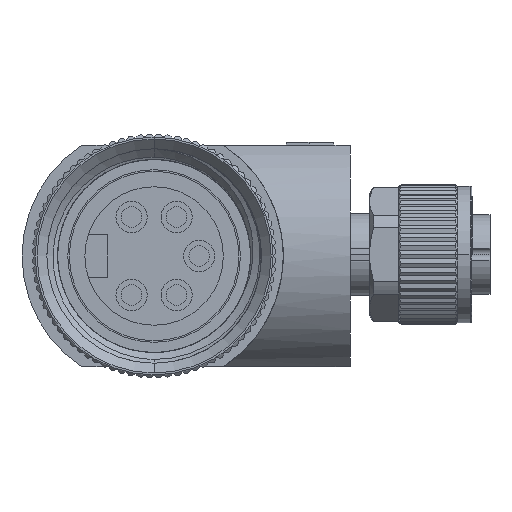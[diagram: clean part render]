
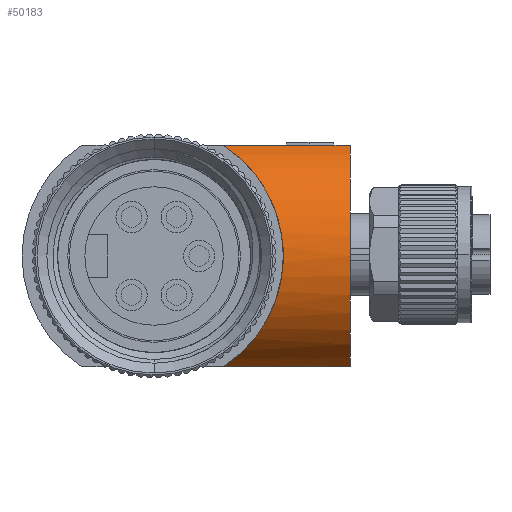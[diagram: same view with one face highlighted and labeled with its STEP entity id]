
A CAD part, left-side view. The second image highlights one B-rep face of the part: STEP entity #50183.
In plain terms, the highlighted cylindrical face has radius 12.5 mm (diameter 25 mm), a partial arc.
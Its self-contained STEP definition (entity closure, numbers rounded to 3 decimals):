
#953 = DIRECTION ( 'NONE',  ( 0., 1., 0. ) ) ;
#1103 = CARTESIAN_POINT ( 'NONE',  ( -5.428, -18.328, -11.5 ) ) ;
#1249 = EDGE_CURVE ( 'NONE', #6911, #20332, #4834, .T. ) ;
#4041 = EDGE_CURVE ( 'NONE', #48524, #32804, #45029, .T. ) ;
#4467 = ORIENTED_EDGE ( 'NONE', *, *, #4041, .T. ) ;
#4834 = B_SPLINE_CURVE_WITH_KNOTS ( 'NONE', 3,
 ( #11199, #11253, #11183, #11137, #11022, #11011, #10903, #10892, #10843, #10774, #10711, #10701, #10642, #10593, #10532, #10468, #10341, #10292, #10237, #10173, #10159, #10095, #9982, #9972, #9925, #9916, #9861, #9801, #9749, #9739, #9686, #9628, #9578, #9567, #9510, #9450, #9387, #9335, #9229, #9165, #9106, #9055, #8991 ),
 .UNSPECIFIED., .F., .F.,
 ( 4, 2, 2, 2, 2, 2, 2, 2, 2, 2, 2, 1, 2, 2, 2, 2, 2, 2, 2, 2, 2, 4 ),
 ( 0., 0.002, 0.004, 0.006, 0.007, 0.008, 0.01, 0.011, 0.012, 0.014, 0.015, 0.016, 0.017, 0.018, 0.019, 0.02, 0.021, 0.023, 0.025, 0.027, 0.029, 0.031 ),
 .UNSPECIFIED. ) ;
#6911 = VERTEX_POINT ( 'NONE', #44727 ) ;
#8991 = CARTESIAN_POINT ( 'NONE',  ( -5.428, -5.328, -11.5 ) ) ;
#9055 = CARTESIAN_POINT ( 'NONE',  ( -5.933, -5.685, -11.267 ) ) ;
#9106 = CARTESIAN_POINT ( 'NONE',  ( -6.414, -6.051, -11.005 ) ) ;
#9165 = CARTESIAN_POINT ( 'NONE',  ( -7.342, -6.782, -10.417 ) ) ;
#9229 = CARTESIAN_POINT ( 'NONE',  ( -7.787, -7.147, -10.093 ) ) ;
#9335 = CARTESIAN_POINT ( 'NONE',  ( -8.632, -7.855, -9.386 ) ) ;
#9387 = CARTESIAN_POINT ( 'NONE',  ( -9.033, -8.199, -9.004 ) ) ;
#9403 = VECTOR ( 'NONE', #953, 1000. ) ;
#9450 = CARTESIAN_POINT ( 'NONE',  ( -9.793, -8.861, -8.173 ) ) ;
#9510 = CARTESIAN_POINT ( 'NONE',  ( -10.153, -9.179, -7.723 ) ) ;
#9567 = CARTESIAN_POINT ( 'NONE',  ( -10.823, -9.776, -6.75 ) ) ;
#9578 = CARTESIAN_POINT ( 'NONE',  ( -11.126, -10.049, -6.236 ) ) ;
#9628 = CARTESIAN_POINT ( 'NONE',  ( -11.532, -10.417, -5.416 ) ) ;
#9686 = CARTESIAN_POINT ( 'NONE',  ( -11.658, -10.532, -5.135 ) ) ;
#9739 = CARTESIAN_POINT ( 'NONE',  ( -11.893, -10.746, -4.555 ) ) ;
#9749 = CARTESIAN_POINT ( 'NONE',  ( -12.001, -10.845, -4.257 ) ) ;
#9801 = CARTESIAN_POINT ( 'NONE',  ( -12.291, -11.11, -3.352 ) ) ;
#9861 = CARTESIAN_POINT ( 'NONE',  ( -12.44, -11.247, -2.728 ) ) ;
#9916 = CARTESIAN_POINT ( 'NONE',  ( -12.591, -11.386, -1.759 ) ) ;
#9925 = CARTESIAN_POINT ( 'NONE',  ( -12.629, -11.422, -1.43 ) ) ;
#9972 = CARTESIAN_POINT ( 'NONE',  ( -12.68, -11.468, -0.776 ) ) ;
#9982 = CARTESIAN_POINT ( 'NONE',  ( -12.704, -11.49, -0.123 ) ) ;
#10095 = CARTESIAN_POINT ( 'NONE',  ( -12.677, -11.465, 0.53 ) ) ;
#10159 = CARTESIAN_POINT ( 'NONE',  ( -12.624, -11.417, 1.181 ) ) ;
#10173 = CARTESIAN_POINT ( 'NONE',  ( -12.585, -11.38, 1.508 ) ) ;
#10237 = CARTESIAN_POINT ( 'NONE',  ( -12.429, -11.237, 2.479 ) ) ;
#10292 = CARTESIAN_POINT ( 'NONE',  ( -12.277, -11.097, 3.101 ) ) ;
#10341 = CARTESIAN_POINT ( 'NONE',  ( -11.986, -10.831, 4.001 ) ) ;
#10468 = CARTESIAN_POINT ( 'NONE',  ( -11.878, -10.732, 4.295 ) ) ;
#10532 = CARTESIAN_POINT ( 'NONE',  ( -11.642, -10.517, 4.872 ) ) ;
#10593 = CARTESIAN_POINT ( 'NONE',  ( -11.513, -10.4, 5.156 ) ) ;
#10642 = CARTESIAN_POINT ( 'NONE',  ( -11.105, -10.03, 5.974 ) ) ;
#10701 = CARTESIAN_POINT ( 'NONE',  ( -10.801, -9.756, 6.484 ) ) ;
#10711 = CARTESIAN_POINT ( 'NONE',  ( -10.303, -9.312, 7.204 ) ) ;
#10774 = CARTESIAN_POINT ( 'NONE',  ( -10.13, -9.158, 7.436 ) ) ;
#10843 = CARTESIAN_POINT ( 'NONE',  ( -9.769, -8.841, 7.887 ) ) ;
#10892 = CARTESIAN_POINT ( 'NONE',  ( -9.582, -8.676, 8.105 ) ) ;
#10903 = CARTESIAN_POINT ( 'NONE',  ( -9.006, -8.176, 8.73 ) ) ;
#11011 = CARTESIAN_POINT ( 'NONE',  ( -8.604, -7.831, 9.111 ) ) ;
#11022 = CARTESIAN_POINT ( 'NONE',  ( -7.764, -7.128, 9.81 ) ) ;
#11137 = CARTESIAN_POINT ( 'NONE',  ( -7.326, -6.769, 10.128 ) ) ;
#11183 = CARTESIAN_POINT ( 'NONE',  ( -6.41, -6.048, 10.707 ) ) ;
#11199 = CARTESIAN_POINT ( 'NONE',  ( -5.428, -5.328, 11.2 ) ) ;
#11253 = CARTESIAN_POINT ( 'NONE',  ( -5.932, -5.685, 10.967 ) ) ;
#14851 = CARTESIAN_POINT ( 'NONE',  ( -0.191, -18.328, -0.15 ) ) ;
#18654 = CYLINDRICAL_SURFACE ( 'NONE', #20481, 12.5 ) ;
#19025 = DIRECTION ( 'NONE',  ( 0., 1., 0. ) ) ;
#19169 = LINE ( 'NONE', #34901, #9403 ) ;
#20332 = VERTEX_POINT ( 'NONE', #53375 ) ;
#20481 = AXIS2_PLACEMENT_3D ( 'NONE', #14851, #19025, #52582 ) ;
#20551 = ORIENTED_EDGE ( 'NONE', *, *, #33063, .T. ) ;
#23719 = LINE ( 'NONE', #43671, #43530 ) ;
#25421 = CARTESIAN_POINT ( 'NONE',  ( -5.428, -18.328, 11.2 ) ) ;
#32804 = VERTEX_POINT ( 'NONE', #25421 ) ;
#33063 = EDGE_CURVE ( 'NONE', #32804, #6911, #19169, .T. ) ;
#34901 = CARTESIAN_POINT ( 'NONE',  ( -5.428, -5.328, 11.2 ) ) ;
#34992 = ORIENTED_EDGE ( 'NONE', *, *, #43318, .T. ) ;
#39608 = DIRECTION ( 'NONE',  ( 0., -1., 0. ) ) ;
#41325 = EDGE_LOOP ( 'NONE', ( #4467, #20551, #53729, #34992 ) ) ;
#41779 = DIRECTION ( 'NONE',  ( 0., 0., 1. ) ) ;
#41958 = DIRECTION ( 'NONE',  ( 0., 1., 0. ) ) ;
#42786 = AXIS2_PLACEMENT_3D ( 'NONE', #53130, #41958, #41779 ) ;
#43318 = EDGE_CURVE ( 'NONE', #20332, #48524, #23719, .T. ) ;
#43530 = VECTOR ( 'NONE', #39608, 1000. ) ;
#43671 = CARTESIAN_POINT ( 'NONE',  ( -5.428, -5.328, -11.5 ) ) ;
#44727 = CARTESIAN_POINT ( 'NONE',  ( -5.428, -5.328, 11.2 ) ) ;
#45029 = CIRCLE ( 'NONE', #42786, 12.5 ) ;
#48524 = VERTEX_POINT ( 'NONE', #1103 ) ;
#50183 = ADVANCED_FACE ( 'NONE', ( #52293 ), #18654, .T. ) ;
#52293 = FACE_OUTER_BOUND ( 'NONE', #41325, .T. ) ;
#52582 = DIRECTION ( 'NONE',  ( 0., 0., 1. ) ) ;
#53130 = CARTESIAN_POINT ( 'NONE',  ( -0.191, -18.328, -0.15 ) ) ;
#53375 = CARTESIAN_POINT ( 'NONE',  ( -5.428, -5.328, -11.5 ) ) ;
#53729 = ORIENTED_EDGE ( 'NONE', *, *, #1249, .T. ) ;
